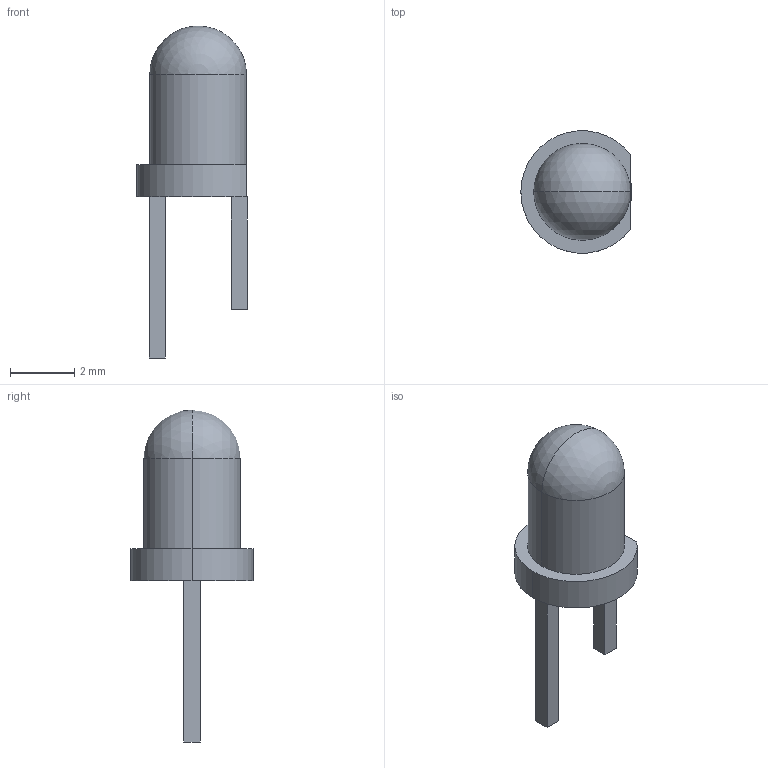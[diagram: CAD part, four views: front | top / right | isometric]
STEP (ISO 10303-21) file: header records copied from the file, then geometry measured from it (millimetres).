
FILE_DESCRIPTION (( 'STEP AP214' ), '1' );
FILE_NAME ('LED-TH_BD3.8-P2.54-RD.step', '2023-07-19T02:20:22', ( '' ), ( '' ), 'SwSTEP 2.0', 'SolidWorks 2020', '' );
FILE_SCHEMA (( 'AUTOMOTIVE_DESIGN' ));
Length unit declared in the file: millimetre
Products named in the file (1): LED-TH_BD3.8-P2.54-RD
Bounding box: 3.42 x 3.79 x 10.3 mm (x, y, z)
Volume: 39.7 mm3; surface area: 83.8 mm2
Topology: 1 solids, 1 shells, 244 faces, 665 edges, 441 vertices
Faces by surface type: plane 140, bspline 98, cylinder 4, sphere 2
Entity records: 10845 total; most frequent: CARTESIAN_POINT 2651, ORIENTED_EDGE 1322, DIRECTION 765, EDGE_CURVE 661, VECTOR 451, LINE 451, VERTEX_POINT 439, EDGE_LOOP 264
